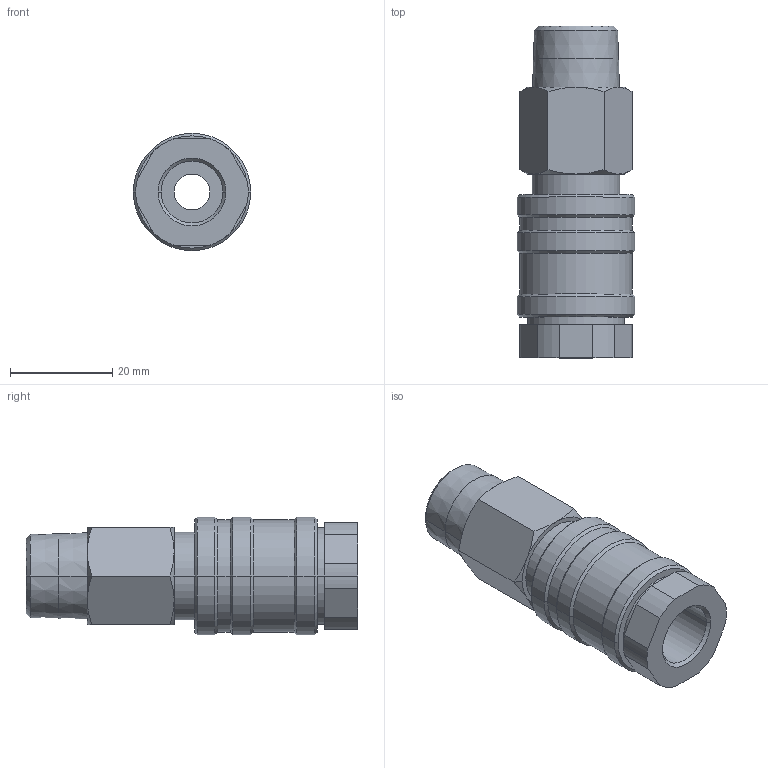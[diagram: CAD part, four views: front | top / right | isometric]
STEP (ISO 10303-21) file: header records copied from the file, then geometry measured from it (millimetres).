
FILE_DESCRIPTION(('STEP AP214'),'1');
FILE_NAME('esi2a_38_a.stp','2020-03-05T09:16:58',('TraceParts'),('TraceParts S.A.'),'Spatial InterOp 3D',' ',' ');
FILE_SCHEMA(('automotive_design'));
Length unit declared in the file: millimetre
Products named in the file (1): 1
Bounding box: 23 x 65 x 23 mm (x, y, z)
Volume: 16744.1 mm3; surface area: 7123.5 mm2
Topology: 1 solids, 1 shells, 84 faces, 184 edges, 110 vertices
Faces by surface type: cone 36, cylinder 26, plane 22
Entity records: 3006 total; most frequent: CARTESIAN_POINT 475, DIRECTION 416, ORIENTED_EDGE 368, EDGE_CURVE 184, AXIS2_PLACEMENT_3D 171, VERTEX_POINT 110, EDGE_LOOP 94, CIRCLE 86
